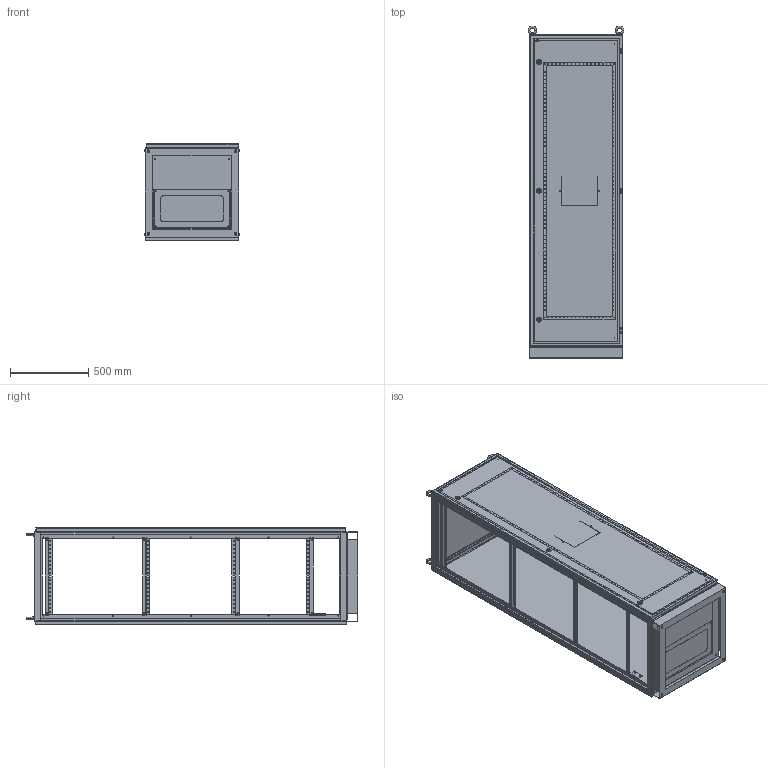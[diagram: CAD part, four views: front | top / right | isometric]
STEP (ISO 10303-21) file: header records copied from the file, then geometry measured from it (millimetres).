
FILE_DESCRIPTION (( 'STEP AP214' ), '1' );
FILE_NAME ('YKM1-C3-2066-54 Øêàô íàïîëüíûé öåëüíîñâàðíîé ÂÐÓ-1 20.60.60 IP54 TITAN.STEP', '2016-09-22T07:16:00', ( 'user' ), ( '' ), 'SwSTEP 2.0', 'SolidWorks 2014', '' );
FILE_SCHEMA (( 'AUTOMOTIVE_DESIGN' ));
Length unit declared in the file: millimetre
Products named in the file (5): Öîêîëü äëÿ ÂÐÓ 600õ600; Ñòåíêà çàäíÿÿ äëÿ ÂÐÓ-õ 2000õ600 IP54; Äâåðü äëÿ ÂÐÓ-1 2000õ600 IP54; Îáîëî÷êà ÂÐÓ-1 2000õ600õ600 IP54; YKM1-C3-2066-54 Øêàô íàïîëüíûé öåëüíîñâàðíîé ÂÐÓ-1 20.60.60 IP54 TITAN
Assembly tree (4 placements, depth 2):
  YKM1-C3-2066-54 Øêàô íàïîëüíûé öåëüíîñâàðíîé ÂÐÓ-1 20.60.60 IP54 TITAN
    Îáîëî÷êà ÂÐÓ-1 2000õ600õ600 IP54
    Äâåðü äëÿ ÂÐÓ-1 2000õ600 IP54
    Ñòåíêà çàäíÿÿ äëÿ ÂÐÓ-õ 2000õ600 IP54
    Öîêîëü äëÿ ÂÐÓ 600õ600
Bounding box: 614 x 2126 x 627.5 mm (x, y, z)
Volume: 9257637.9 mm3; surface area: 10562023.8 mm2
Topology: 30 solids, 30 shells, 2873 faces, 7476 edges, 4878 vertices
Faces by surface type: plane 1881, cylinder 754, cone 174, bspline 34, torus 22, sphere 8
Entity records: 91236 total; most frequent: CARTESIAN_POINT 17748, ORIENTED_EDGE 14952, DIRECTION 14458, EDGE_CURVE 7476, VECTOR 5298, LINE 5298, VERTEX_POINT 4878, AXIS2_PLACEMENT_3D 4580
